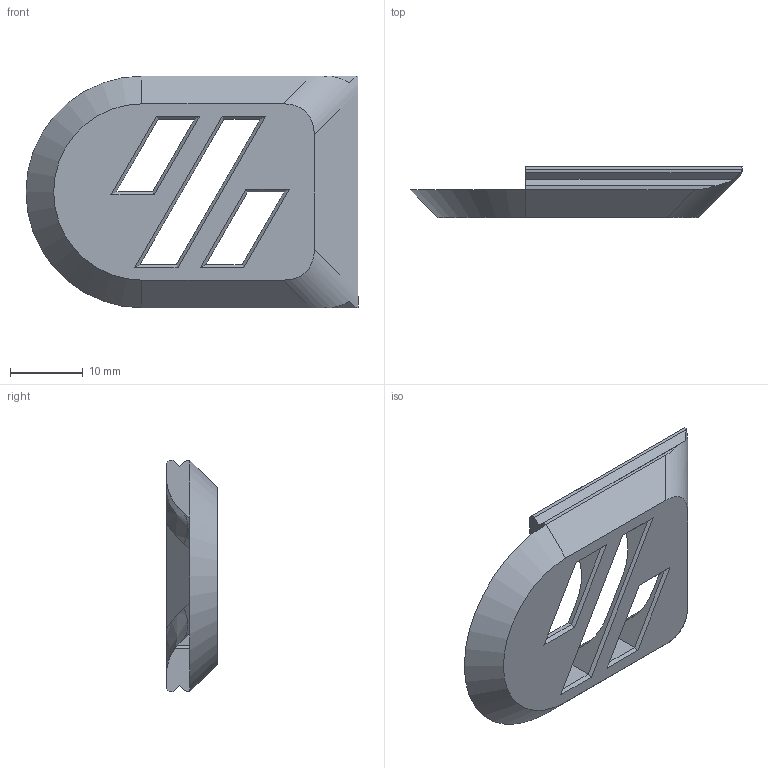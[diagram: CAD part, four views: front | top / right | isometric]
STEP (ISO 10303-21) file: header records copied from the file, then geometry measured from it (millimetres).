
FILE_DESCRIPTION (( 'STEP AP214' ), '1' );
FILE_NAME ('6mm__gap_1mm_thick_motor_cover.STEP', '2021-09-17T02:01:03', ( '' ), ( '' ), 'SwSTEP 2.0', 'SolidWorks 2021', '' );
FILE_SCHEMA (( 'AUTOMOTIVE_DESIGN' ));
Length unit declared in the file: millimetre
Products named in the file (1): 6mm__gap_1mm_thick_motor_cover
Bounding box: 45.58 x 7 x 31.8 mm (x, y, z)
Volume: 3274.3 mm3; surface area: 3203.9 mm2
Topology: 1 solids, 1 shells, 73 faces, 198 edges, 124 vertices
Faces by surface type: plane 53, cylinder 14, cone 2, bspline 2, sphere 2
Entity records: 2357 total; most frequent: CARTESIAN_POINT 579, ORIENTED_EDGE 396, DIRECTION 324, EDGE_CURVE 198, VECTOR 146, LINE 146, VERTEX_POINT 124, AXIS2_PLACEMENT_3D 89
